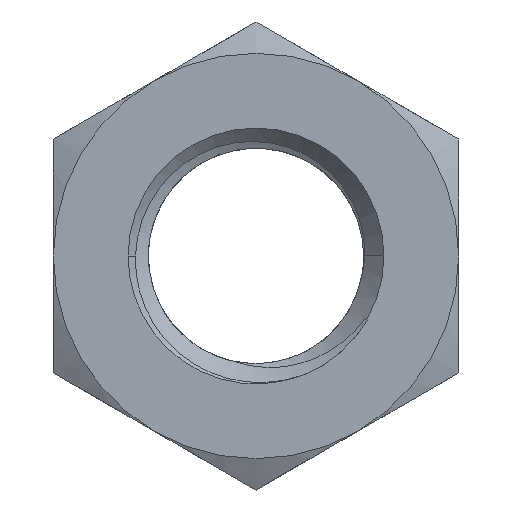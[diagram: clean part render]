
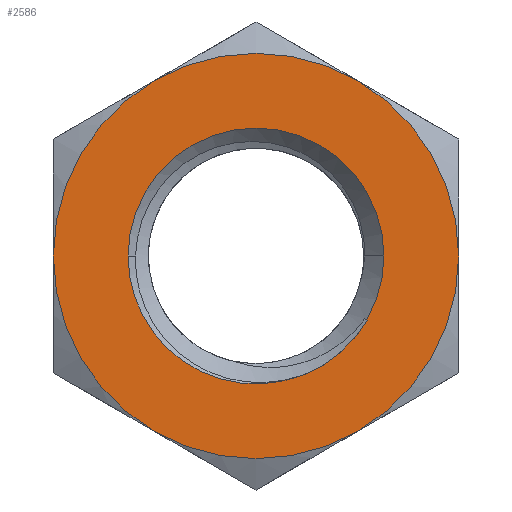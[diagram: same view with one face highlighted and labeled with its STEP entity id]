
A CAD part, left-side view. The second image highlights one B-rep face of the part: STEP entity #2586.
In plain terms, the highlighted planar face has unit normal (-1, 0, 0).
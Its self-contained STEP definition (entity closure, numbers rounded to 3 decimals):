
#20 = ORIENTED_EDGE ( 'NONE', *, *, #2777, .T. ) ;
#43 = ORIENTED_EDGE ( 'NONE', *, *, #2488, .F. ) ;
#51 = CARTESIAN_POINT ( 'NONE',  ( 10., -2.442, -4.443 ) ) ;
#56 = EDGE_CURVE ( 'NONE', #1510, #1348, #1161, .T. ) ;
#144 = ORIENTED_EDGE ( 'NONE', *, *, #708, .T. ) ;
#153 = CARTESIAN_POINT ( 'NONE',  ( 10., 4., 6.928 ) ) ;
#167 = DIRECTION ( 'NONE',  ( 1., 0., 0. ) ) ;
#199 = PLANE ( 'NONE',  #579 ) ;
#206 = CARTESIAN_POINT ( 'NONE',  ( 10., -1.846, -4.705 ) ) ;
#209 = AXIS2_PLACEMENT_3D ( 'NONE', #1906, #167, #1680 ) ;
#250 = EDGE_CURVE ( 'NONE', #255, #914, #2442, .T. ) ;
#255 = VERTEX_POINT ( 'NONE', #1075 ) ;
#267 = CARTESIAN_POINT ( 'NONE',  ( 10., -4., -6.928 ) ) ;
#269 = DIRECTION ( 'NONE',  ( 0., 0.866, 0.5 ) ) ;
#276 = B_SPLINE_CURVE_WITH_KNOTS ( 'NONE', 3,
 ( #2833, #206, #1252, #2795 ),
 .UNSPECIFIED., .F., .F.,
 ( 4, 4 ),
 ( 0.009, 0.009 ),
 .UNSPECIFIED. ) ;
#278 = CARTESIAN_POINT ( 'NONE',  ( 10., -3.739, -3.424 ) ) ;
#330 = VERTEX_POINT ( 'NONE', #893 ) ;
#355 = CARTESIAN_POINT ( 'NONE',  ( 10., -4.384, -2.531 ) ) ;
#378 = CIRCLE ( 'NONE', #2784, 8. ) ;
#402 = ORIENTED_EDGE ( 'NONE', *, *, #250, .T. ) ;
#404 = DIRECTION ( 'NONE',  ( 0., 1., 0. ) ) ;
#446 = CARTESIAN_POINT ( 'NONE',  ( 10., 0., 0. ) ) ;
#452 = AXIS2_PLACEMENT_3D ( 'NONE', #2291, #2507, #2037 ) ;
#460 = EDGE_LOOP ( 'NONE', ( #1817, #838, #43, #1575, #969, #1961 ) ) ;
#541 = AXIS2_PLACEMENT_3D ( 'NONE', #1321, #1092, #1740 ) ;
#579 = AXIS2_PLACEMENT_3D ( 'NONE', #849, #1928, #1916 ) ;
#598 = ORIENTED_EDGE ( 'NONE', *, *, #1340, .T. ) ;
#604 = CARTESIAN_POINT ( 'NONE',  ( 10., -1.937, -4.677 ) ) ;
#639 = CARTESIAN_POINT ( 'NONE',  ( 10., 8., 0. ) ) ;
#650 = CARTESIAN_POINT ( 'NONE',  ( 10., 0., 0. ) ) ;
#654 = CARTESIAN_POINT ( 'NONE',  ( 10., -8., 0. ) ) ;
#664 = DIRECTION ( 'NONE',  ( 0., 1., 0. ) ) ;
#675 = VERTEX_POINT ( 'NONE', #2242 ) ;
#688 = EDGE_CURVE ( 'NONE', #1275, #330, #2369, .T. ) ;
#708 = EDGE_CURVE ( 'NONE', #675, #2558, #1067, .T. ) ;
#712 = CARTESIAN_POINT ( 'NONE',  ( 10., 0., 0. ) ) ;
#728 = DIRECTION ( 'NONE',  ( 0., 1., 0. ) ) ;
#778 = AXIS2_PLACEMENT_3D ( 'NONE', #712, #1809, #728 ) ;
#803 = CARTESIAN_POINT ( 'NONE',  ( 10., -5.05, 0. ) ) ;
#823 = DIRECTION ( 'NONE',  ( 0., 1., 0. ) ) ;
#838 = ORIENTED_EDGE ( 'NONE', *, *, #2018, .F. ) ;
#849 = CARTESIAN_POINT ( 'NONE',  ( 10., 0., 0. ) ) ;
#864 = CIRCLE ( 'NONE', #2642, 8. ) ;
#871 = ORIENTED_EDGE ( 'NONE', *, *, #1923, .T. ) ;
#893 = CARTESIAN_POINT ( 'NONE',  ( 10., -4.373, -2.525 ) ) ;
#911 = ORIENTED_EDGE ( 'NONE', *, *, #2561, .T. ) ;
#914 = VERTEX_POINT ( 'NONE', #267 ) ;
#969 = ORIENTED_EDGE ( 'NONE', *, *, #56, .T. ) ;
#1049 = EDGE_CURVE ( 'NONE', #1069, #1510, #1468, .T. ) ;
#1067 = CIRCLE ( 'NONE', #778, 8. ) ;
#1069 = VERTEX_POINT ( 'NONE', #1188 ) ;
#1075 = CARTESIAN_POINT ( 'NONE',  ( 10., 4., -6.928 ) ) ;
#1092 = DIRECTION ( 'NONE',  ( -1., 0., 0. ) ) ;
#1153 = CARTESIAN_POINT ( 'NONE',  ( 10., -3.545, -3.624 ) ) ;
#1161 = CIRCLE ( 'NONE', #209, 5.05 ) ;
#1188 = CARTESIAN_POINT ( 'NONE',  ( 10., -1.801, -4.718 ) ) ;
#1252 = CARTESIAN_POINT ( 'NONE',  ( 10., -1.892, -4.691 ) ) ;
#1275 = VERTEX_POINT ( 'NONE', #355 ) ;
#1277 = DIRECTION ( 'NONE',  ( -1., 0., 0. ) ) ;
#1321 = CARTESIAN_POINT ( 'NONE',  ( 10., 0., 0. ) ) ;
#1340 = EDGE_CURVE ( 'NONE', #1927, #675, #1568, .T. ) ;
#1348 = VERTEX_POINT ( 'NONE', #803 ) ;
#1467 = FACE_OUTER_BOUND ( 'NONE', #2205, .T. ) ;
#1468 = CIRCLE ( 'NONE', #452, 5.05 ) ;
#1510 = VERTEX_POINT ( 'NONE', #2376 ) ;
#1564 = CARTESIAN_POINT ( 'NONE',  ( 10., 0., 0. ) ) ;
#1568 = CIRCLE ( 'NONE', #2042, 8. ) ;
#1575 = ORIENTED_EDGE ( 'NONE', *, *, #1049, .T. ) ;
#1616 = VERTEX_POINT ( 'NONE', #639 ) ;
#1680 = DIRECTION ( 'NONE',  ( 0., 1., 0. ) ) ;
#1688 = DIRECTION ( 'NONE',  ( -1., 0., 0. ) ) ;
#1740 = DIRECTION ( 'NONE',  ( 0., 1., 0. ) ) ;
#1781 = VECTOR ( 'NONE', #269, 1000. ) ;
#1793 = CARTESIAN_POINT ( 'NONE',  ( 10., -4.088, -2.998 ) ) ;
#1808 = B_SPLINE_CURVE_WITH_KNOTS ( 'NONE', 3,
 ( #2225, #2234, #51, #2004, #1810, #1153, #278, #1793, #2484, #2243 ),
 .UNSPECIFIED., .F., .F.,
 ( 4, 2, 2, 2, 4 ),
 ( 0., 0.001, 0.002, 0.002, 0.003 ),
 .UNSPECIFIED. ) ;
#1809 = DIRECTION ( 'NONE',  ( -1., 0., 0. ) ) ;
#1810 = CARTESIAN_POINT ( 'NONE',  ( 10., -3.13, -3.988 ) ) ;
#1813 = FACE_BOUND ( 'NONE', #460, .T. ) ;
#1817 = ORIENTED_EDGE ( 'NONE', *, *, #688, .F. ) ;
#1906 = CARTESIAN_POINT ( 'NONE',  ( 10., 0., 0. ) ) ;
#1916 = DIRECTION ( 'NONE',  ( 0., 1., 0. ) ) ;
#1923 = EDGE_CURVE ( 'NONE', #1616, #255, #378, .T. ) ;
#1927 = VERTEX_POINT ( 'NONE', #654 ) ;
#1928 = DIRECTION ( 'NONE',  ( 1., 0., 0. ) ) ;
#1961 = ORIENTED_EDGE ( 'NONE', *, *, #2169, .T. ) ;
#1967 = DIRECTION ( 'NONE',  ( -1., 0., 0. ) ) ;
#2004 = CARTESIAN_POINT ( 'NONE',  ( 10., -2.909, -4.152 ) ) ;
#2018 = EDGE_CURVE ( 'NONE', #2145, #1275, #1808, .T. ) ;
#2037 = DIRECTION ( 'NONE',  ( 0., 1., 0. ) ) ;
#2042 = AXIS2_PLACEMENT_3D ( 'NONE', #2748, #2301, #2756 ) ;
#2136 = AXIS2_PLACEMENT_3D ( 'NONE', #650, #2398, #404 ) ;
#2141 = CARTESIAN_POINT ( 'NONE',  ( 10., 0., 0. ) ) ;
#2145 = VERTEX_POINT ( 'NONE', #604 ) ;
#2169 = EDGE_CURVE ( 'NONE', #1348, #330, #2652, .T. ) ;
#2205 = EDGE_LOOP ( 'NONE', ( #871, #402, #911, #598, #144, #20 ) ) ;
#2225 = CARTESIAN_POINT ( 'NONE',  ( 10., -1.937, -4.677 ) ) ;
#2234 = CARTESIAN_POINT ( 'NONE',  ( 10., -2.194, -4.57 ) ) ;
#2242 = CARTESIAN_POINT ( 'NONE',  ( 10., -4., 6.928 ) ) ;
#2243 = CARTESIAN_POINT ( 'NONE',  ( 10., -4.384, -2.531 ) ) ;
#2291 = CARTESIAN_POINT ( 'NONE',  ( 10., 0., 0. ) ) ;
#2301 = DIRECTION ( 'NONE',  ( -1., 0., 0. ) ) ;
#2365 = CIRCLE ( 'NONE', #2391, 8. ) ;
#2369 = LINE ( 'NONE', #1564, #1781 ) ;
#2376 = CARTESIAN_POINT ( 'NONE',  ( 10., 5.05, 0. ) ) ;
#2387 = CARTESIAN_POINT ( 'NONE',  ( 10., 0., 0. ) ) ;
#2391 = AXIS2_PLACEMENT_3D ( 'NONE', #2387, #1688, #2805 ) ;
#2398 = DIRECTION ( 'NONE',  ( 1., 0., 0. ) ) ;
#2442 = CIRCLE ( 'NONE', #541, 8. ) ;
#2484 = CARTESIAN_POINT ( 'NONE',  ( 10., -4.245, -2.772 ) ) ;
#2488 = EDGE_CURVE ( 'NONE', #1069, #2145, #276, .T. ) ;
#2507 = DIRECTION ( 'NONE',  ( 1., 0., 0. ) ) ;
#2558 = VERTEX_POINT ( 'NONE', #153 ) ;
#2561 = EDGE_CURVE ( 'NONE', #914, #1927, #2365, .T. ) ;
#2586 = ADVANCED_FACE ( 'NONE', ( #1467, #1813 ), #199, .F. ) ;
#2642 = AXIS2_PLACEMENT_3D ( 'NONE', #2141, #1277, #823 ) ;
#2652 = CIRCLE ( 'NONE', #2136, 5.05 ) ;
#2748 = CARTESIAN_POINT ( 'NONE',  ( 10., 0., 0. ) ) ;
#2756 = DIRECTION ( 'NONE',  ( 0., 1., 0. ) ) ;
#2777 = EDGE_CURVE ( 'NONE', #2558, #1616, #864, .T. ) ;
#2784 = AXIS2_PLACEMENT_3D ( 'NONE', #446, #1967, #664 ) ;
#2795 = CARTESIAN_POINT ( 'NONE',  ( 10., -1.937, -4.677 ) ) ;
#2805 = DIRECTION ( 'NONE',  ( 0., 1., 0. ) ) ;
#2833 = CARTESIAN_POINT ( 'NONE',  ( 10., -1.801, -4.718 ) ) ;
